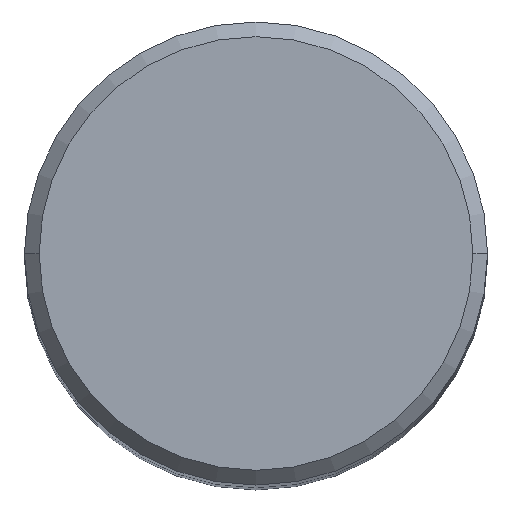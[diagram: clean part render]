
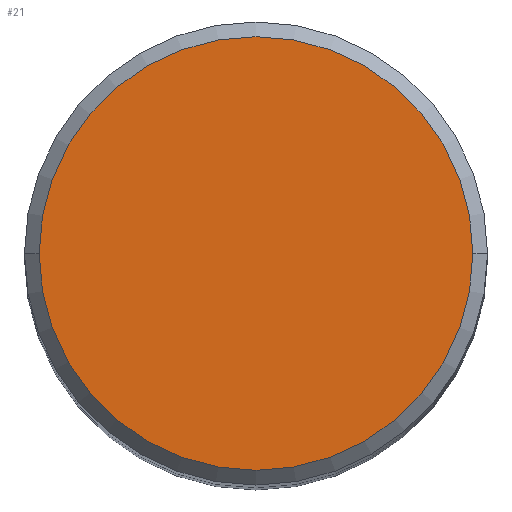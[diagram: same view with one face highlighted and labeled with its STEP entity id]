
A CAD part, top view. The second image highlights one B-rep face of the part: STEP entity #21.
In plain terms, the highlighted planar face has unit normal (0, 0, 1).
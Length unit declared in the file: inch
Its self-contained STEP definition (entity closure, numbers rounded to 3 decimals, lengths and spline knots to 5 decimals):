
#3 = FACE_OUTER_BOUND ( 'NONE', #336, .T. ) ;
#21 = ADVANCED_FACE ( 'NONE', ( #3 ), #411, .F. ) ;
#27 = DIRECTION ( 'NONE',  ( 0., 0., 1. ) ) ;
#33 = CARTESIAN_POINT ( 'NONE',  ( 0., 0.29495, 0. ) ) ;
#37 = EDGE_CURVE ( 'NONE', #381, #351, #315, .T. ) ;
#70 = DIRECTION ( 'NONE',  ( 0., 0., -1. ) ) ;
#96 = ORIENTED_EDGE ( 'NONE', *, *, #37, .T. ) ;
#125 = CARTESIAN_POINT ( 'NONE',  ( 0., 0., 0. ) ) ;
#132 = CARTESIAN_POINT ( 'NONE',  ( 0.29495, 0., 0. ) ) ;
#153 = AXIS2_PLACEMENT_3D ( 'NONE', #385, #27, #317 ) ;
#160 = ORIENTED_EDGE ( 'NONE', *, *, #272, .T. ) ;
#161 = DIRECTION ( 'NONE',  ( -1., 0., 0. ) ) ;
#162 = CIRCLE ( 'NONE', #342, 0.29495 ) ;
#265 = AXIS2_PLACEMENT_3D ( 'NONE', #33, #70, #161 ) ;
#272 = EDGE_CURVE ( 'NONE', #351, #381, #162, .T. ) ;
#279 = CARTESIAN_POINT ( 'NONE',  ( -0.29495, 0., 0. ) ) ;
#314 = DIRECTION ( 'NONE',  ( 1., 0., 0. ) ) ;
#315 = CIRCLE ( 'NONE', #153, 0.29495 ) ;
#317 = DIRECTION ( 'NONE',  ( 1., 0., 0. ) ) ;
#321 = DIRECTION ( 'NONE',  ( 0., 0., 1. ) ) ;
#336 = EDGE_LOOP ( 'NONE', ( #160, #96 ) ) ;
#342 = AXIS2_PLACEMENT_3D ( 'NONE', #125, #321, #314 ) ;
#351 = VERTEX_POINT ( 'NONE', #279 ) ;
#381 = VERTEX_POINT ( 'NONE', #132 ) ;
#385 = CARTESIAN_POINT ( 'NONE',  ( 0., 0., 0. ) ) ;
#411 = PLANE ( 'NONE',  #265 ) ;
